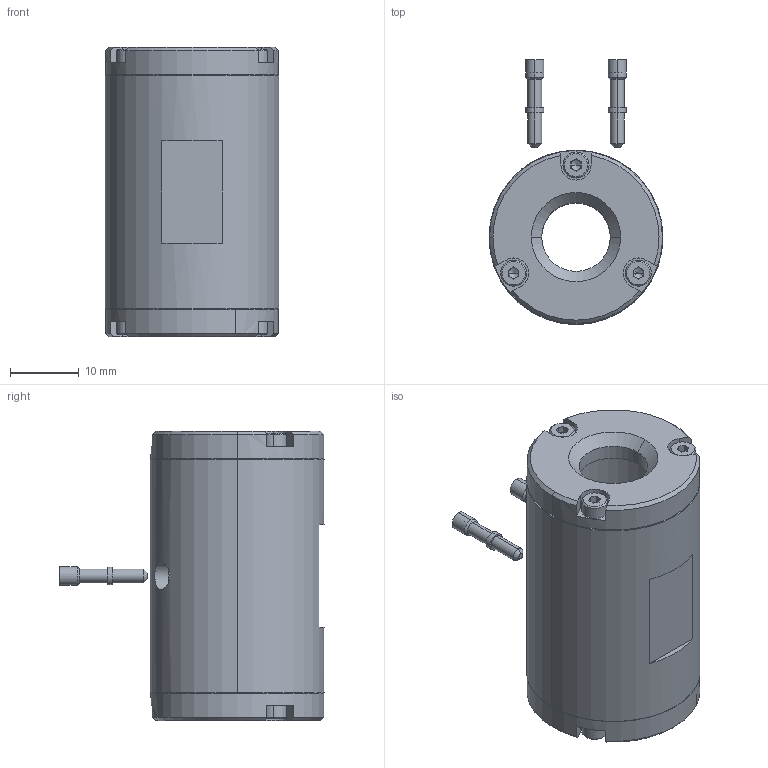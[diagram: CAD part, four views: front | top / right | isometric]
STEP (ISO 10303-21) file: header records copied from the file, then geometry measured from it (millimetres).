
FILE_DESCRIPTION (( 'STEP AP203' ), '1' );
FILE_NAME ('PCBxS25.13.00.00 INFO.STEP', '2014-06-19T11:31:04', ( 'Almantas' ), ( '' ), 'SwSTEP 2.0', 'SolidWorks 2012', '' );
FILE_SCHEMA (( 'CONFIG_CONTROL_DESIGN' ));
Length unit declared in the file: millimetre
Products named in the file (1): PCBxS25.13.00.00 INFO
Bounding box: 25.35 x 38.58 x 42.2 mm (x, y, z)
Surface area: 6296.9 mm2 (no closed solid volume)
Topology: 0 solids, 15 shells, 211 faces, 552 edges, 344 vertices
Faces by surface type: plane 101, cylinder 66, cone 44
Entity records: 6559 total; most frequent: CARTESIAN_POINT 1248, DIRECTION 1178, ORIENTED_EDGE 972, EDGE_CURVE 540, AXIS2_PLACEMENT_3D 442, VERTEX_POINT 344, LINE 294, VECTOR 294
